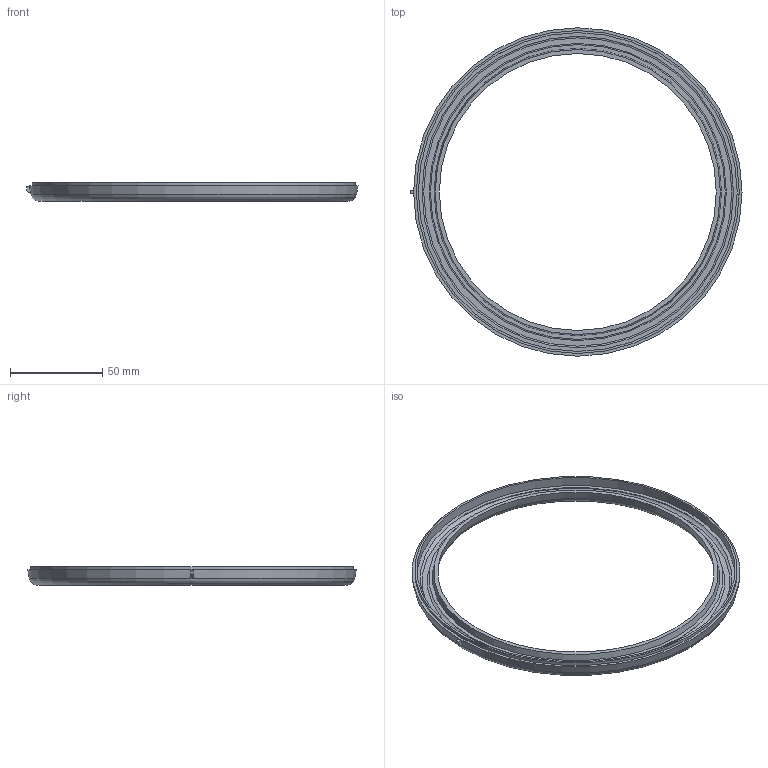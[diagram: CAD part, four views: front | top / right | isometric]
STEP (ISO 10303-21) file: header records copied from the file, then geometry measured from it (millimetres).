
FILE_DESCRIPTION(('FreeCAD Model'),'2;1');
FILE_NAME('Open CASCADE Shape Model','2023-06-16T17:36:14',( 'Anool Mahidharia'),('WyoLum'),'Open CASCADE STEP processor 7.5', 'FreeCAD','Unknown');
FILE_SCHEMA(('AUTOMOTIVE_DESIGN { 1 0 10303 214 1 1 1 1 }'));
Length unit declared in the file: millimetre
Products named in the file (1): ring_cover
Bounding box: 179.63 x 177.7 x 10.2 mm (x, y, z)
Volume: 27782.9 mm3; surface area: 29595.2 mm2
Topology: 1 solids, 1 shells, 27 faces, 52 edges, 32 vertices
Faces by surface type: plane 16, revolution 5, cone 3, cylinder 2, sphere 1
Full cylindrical faces by diameter (mm): 172.5 x1, 174.7 x1
Entity records: 740 total; most frequent: DIRECTION 144, CARTESIAN_POINT 117, ORIENTED_EDGE 104, AXIS2_PLACEMENT_3D 59, EDGE_CURVE 52, CIRCLE 36, FACE_BOUND 34, EDGE_LOOP 34
